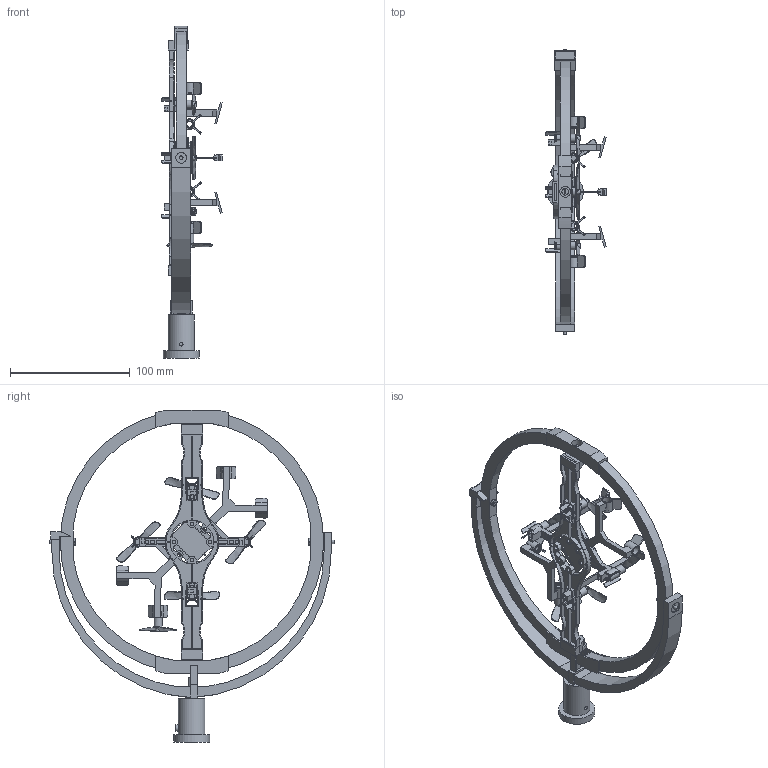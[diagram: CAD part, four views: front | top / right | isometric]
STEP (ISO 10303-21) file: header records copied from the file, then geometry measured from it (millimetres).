
FILE_DESCRIPTION(/* description */ (''),/* implementation_level */ '2;1');
FILE_NAME(/* name */ 'assembly v45.step',/* time_stamp */ '2023-03-18T14:07:08+01:00',/* author */ (''),/* organization */ (''),/* preprocessor_version */ 'ST-DEVELOPER v19.2',/* originating_system */ 'Autodesk Translation Framework v11.17.0.187',/* authorisation */ '');
FILE_SCHEMA (('AUTOMOTIVE_DESIGN { 1 0 10303 214 3 1 1 }'));
Length unit declared in the file: millimetre
Products named in the file (29): assembly; midConnector; midRing; Crazyflie_assembly; pcb; 7mm motor mount; 7x15 motor; propeller_ccw; propeller_cw; battery bc-bl-01-a; battery holder board; header; inner V3; Motor_mount_blimp; inner connector V2 7mm base drone; 3/9 mm bearing; outer V3; Base core V2 thin; 6 12 bearing; din 912 m6; tripod attachement thin; M3 DIN934; motor; 7x15 motor_1; propeller_cw_1; 20mm M3 slotted screw; plate clip; top clip; bottom clip
Assembly tree (49 placements, depth 3):
  assembly
    midRing  x2
    midConnector  x2
    inner connector V2 7mm base drone  x2
    Crazyflie_assembly
      pcb
      7mm motor mount  x4
      7x15 motor  x4
      propeller_ccw  x2
      propeller_cw  x2
      battery bc-bl-01-a
      battery holder board
      header  x2
    inner V3
    Motor_mount_blimp
    3/9 mm bearing  x4
    outer V3
    Base core V2 thin
    6 12 bearing  x2
    din 912 m6
    tripod attachement thin
    M3 DIN934  x2
    20mm M3 slotted screw  x5
    motor
      7x15 motor_1
      propeller_cw_1
    plate clip
    top clip
    bottom clip
Bounding box: 50.28 x 237.9 x 276.9 mm (x, y, z)
Volume: 146800.7 mm3; surface area: 113066.7 mm2
Topology: 53 solids, 53 shells, 1863 faces, 4954 edges, 3285 vertices
Faces by surface type: plane 1280, cylinder 508, bspline 57, torus 10, sphere 8
Full cylindrical faces by diameter (mm): 0.66 x100, 0.7 x5, 0.8 x5, 1.27 x4, 2.927 x5, 3 x10, 3.1 x2, 3.2 x6, 4 x9, 5.118 x1, 5.5 x5, 5.884 x1, 6 x3, 6.35 x3, 7 x6, 7.2 x1, 8 x4, 8.05 x1, 9 x8, 10 x1, 12 x3, 12.05 x2, 22.05 x1, 30 x1
Entity records: 46127 total; most frequent: CARTESIAN_POINT 10521, ORIENTED_EDGE 7228, DIRECTION 7082, EDGE_CURVE 3614, LINE 2650, VECTOR 2650, VERTEX_POINT 2398, AXIS2_PLACEMENT_3D 2216
